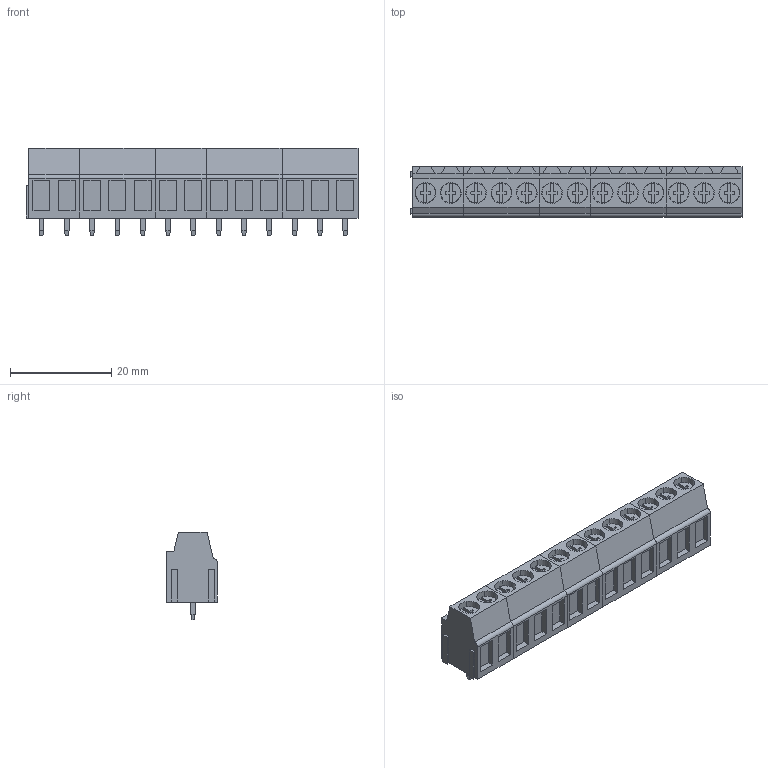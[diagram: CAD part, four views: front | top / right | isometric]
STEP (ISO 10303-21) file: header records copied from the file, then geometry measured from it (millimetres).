
FILE_DESCRIPTION(('CATIA V5 STEP Exchange','CAx-IF Rec.Pracs.--- Model Styling and Organization---1.2---2011-12-15'),'2;1');
FILE_NAME ('D1449952_0_1234050000_1234050000.stp','2018-03-31T07:38:21+00:00',('none'),('Weidmueller'),'CATIA Version 5-6 Release 2014','CATIA V5 STEP AP214','none');
FILE_SCHEMA(('AUTOMOTIVE_DESIGN { 1 0 10303 214 1 1 1 1 }'));
Length unit declared in the file: millimetre
Products named in the file (1): 1234050000
Bounding box: 65.55 x 10 x 17.3 mm (x, y, z)
Volume: 6391.1 mm3; surface area: 7762.4 mm2
Topology: 31 solids, 31 shells, 1123 faces, 3014 edges, 1992 vertices
Faces by surface type: plane 936, cylinder 187
Entity records: 34665 total; most frequent: CARTESIAN_POINT 6947, ORIENTED_EDGE 6028, DIRECTION 5048, EDGE_CURVE 3014, VECTOR 2458, LINE 2458, VERTEX_POINT 1992, AXIS2_PLACEMENT_3D 1467
